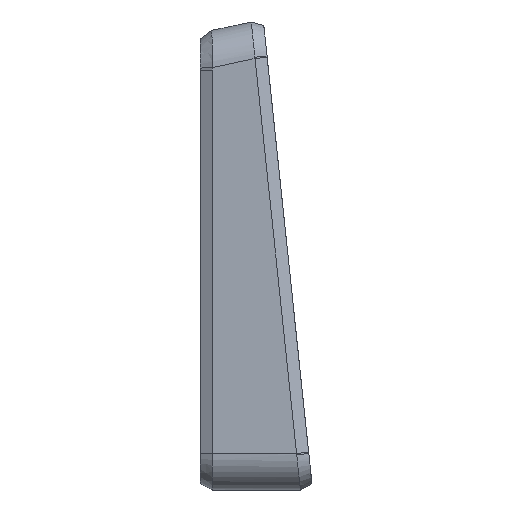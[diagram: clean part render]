
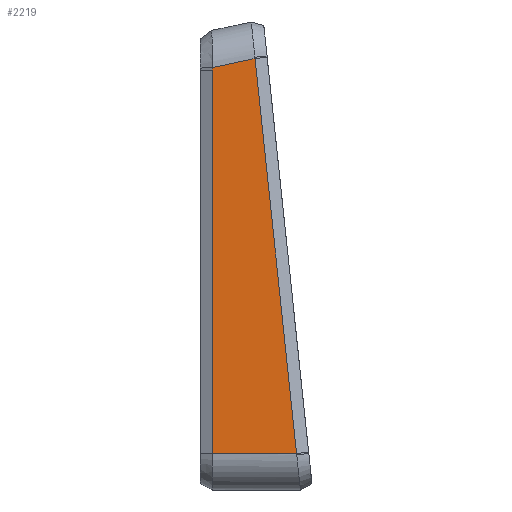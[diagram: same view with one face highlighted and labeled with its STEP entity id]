
A CAD part, left-side view. The second image highlights one B-rep face of the part: STEP entity #2219.
In plain terms, the highlighted planar face has unit normal (-1, 0, 0).
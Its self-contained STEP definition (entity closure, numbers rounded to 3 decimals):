
#58=B_SPLINE_CURVE_WITH_KNOTS('',3,(#3699,#3700,#3701,#3702),
 .UNSPECIFIED.,.F.,.F.,(4,4),(-1.571,-1.502),
 .UNSPECIFIED.);
#112=PLANE('',#2396);
#204=FACE_OUTER_BOUND('',#344,.T.);
#344=EDGE_LOOP('',(#1731,#1732,#1733,#1734,#1735));
#534=LINE('',#3626,#745);
#536=LINE('',#3693,#747);
#537=LINE('',#3697,#748);
#538=LINE('',#3703,#749);
#745=VECTOR('',#2780,10.);
#747=VECTOR('',#2788,10.);
#748=VECTOR('',#2793,10.);
#749=VECTOR('',#2794,10.);
#1048=VERTEX_POINT('',#3622);
#1049=VERTEX_POINT('',#3624);
#1051=VERTEX_POINT('',#3692);
#1052=VERTEX_POINT('',#3696);
#1053=VERTEX_POINT('',#3698);
#1291=EDGE_CURVE('',#1049,#1048,#534,.T.);
#1297=EDGE_CURVE('',#1048,#1051,#536,.T.);
#1299=EDGE_CURVE('',#1052,#1049,#537,.T.);
#1300=EDGE_CURVE('',#1053,#1052,#58,.T.);
#1301=EDGE_CURVE('',#1051,#1053,#538,.T.);
#1731=ORIENTED_EDGE('',*,*,#1291,.F.);
#1732=ORIENTED_EDGE('',*,*,#1299,.F.);
#1733=ORIENTED_EDGE('',*,*,#1300,.F.);
#1734=ORIENTED_EDGE('',*,*,#1301,.F.);
#1735=ORIENTED_EDGE('',*,*,#1297,.F.);
#2219=ADVANCED_FACE('',(#204),#112,.T.);
#2396=AXIS2_PLACEMENT_3D('',#3695,#2791,#2792);
#2780=DIRECTION('',(0.,-0.105,-0.995));
#2788=DIRECTION('',(0.,1.,0.));
#2791=DIRECTION('center_axis',(-1.,0.,0.));
#2792=DIRECTION('ref_axis',(0.,0.,-1.));
#2793=DIRECTION('',(0.,-0.978,0.208));
#2794=DIRECTION('',(0.,0.,1.));
#3622=CARTESIAN_POINT('',(-3.5,-15.872,-3.));
#3624=CARTESIAN_POINT('',(-3.5,-9.046,61.939));
#3626=CARTESIAN_POINT('',(-3.5,-12.517,28.918));
#3692=CARTESIAN_POINT('',(-3.5,-2.,-3.));
#3693=CARTESIAN_POINT('',(-3.5,0.,-3.));
#3695=CARTESIAN_POINT('Origin',(-3.5,0.,66.15));
#3696=CARTESIAN_POINT('',(-3.5,-2.,60.441));
#3697=CARTESIAN_POINT('',(-3.5,-1.247,60.281));
#3698=CARTESIAN_POINT('',(-3.5,-2.,60.016));
#3699=CARTESIAN_POINT('Ctrl Pts',(-3.5,-2.,60.016));
#3700=CARTESIAN_POINT('Ctrl Pts',(-3.5,-2.,60.157));
#3701=CARTESIAN_POINT('Ctrl Pts',(-3.5,-2.,60.299));
#3702=CARTESIAN_POINT('Ctrl Pts',(-3.5,-2.,60.441));
#3703=CARTESIAN_POINT('',(-3.5,-2.,47.363));
